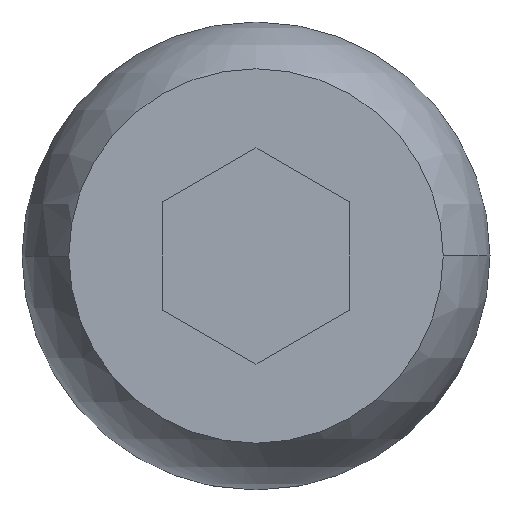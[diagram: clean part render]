
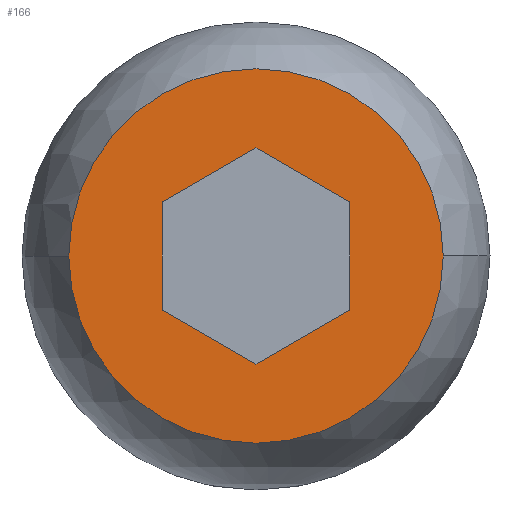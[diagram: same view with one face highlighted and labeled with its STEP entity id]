
A CAD part, left-side view. The second image highlights one B-rep face of the part: STEP entity #166.
In plain terms, the highlighted planar face has unit normal (-1, 0, 0).
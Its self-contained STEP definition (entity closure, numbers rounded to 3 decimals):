
#24 = PLANE ( 'NONE',  #408 ) ;
#35 = VERTEX_POINT ( 'NONE', #430 ) ;
#40 = FACE_BOUND ( 'NONE', #144, .T. ) ;
#42 = VERTEX_POINT ( 'NONE', #528 ) ;
#44 = AXIS2_PLACEMENT_3D ( 'NONE', #103, #107, #629 ) ;
#45 = CARTESIAN_POINT ( 'NONE',  ( 0., -2., 1.155 ) ) ;
#57 = LINE ( 'NONE', #307, #512 ) ;
#95 = VERTEX_POINT ( 'NONE', #145 ) ;
#99 = VERTEX_POINT ( 'NONE', #499 ) ;
#103 = CARTESIAN_POINT ( 'NONE',  ( 0., 0., 0. ) ) ;
#107 = DIRECTION ( 'NONE',  ( 1., 0., 0. ) ) ;
#144 = EDGE_LOOP ( 'NONE', ( #395, #420, #152, #534, #332, #343 ) ) ;
#145 = CARTESIAN_POINT ( 'NONE',  ( 0., -2., 1.155 ) ) ;
#146 = EDGE_CURVE ( 'NONE', #42, #203, #401, .T. ) ;
#151 = DIRECTION ( 'NONE',  ( 0., 0.866, 0.5 ) ) ;
#152 = ORIENTED_EDGE ( 'NONE', *, *, #256, .F. ) ;
#165 = CARTESIAN_POINT ( 'NONE',  ( 0., -4., 0. ) ) ;
#166 = ADVANCED_FACE ( 'NONE', ( #40, #491 ), #24, .T. ) ;
#170 = ORIENTED_EDGE ( 'NONE', *, *, #561, .F. ) ;
#174 = DIRECTION ( 'NONE',  ( 0., 1., 0. ) ) ;
#183 = DIRECTION ( 'NONE',  ( 0., 0.866, -0.5 ) ) ;
#200 = DIRECTION ( 'NONE',  ( 0., -1., 0. ) ) ;
#203 = VERTEX_POINT ( 'NONE', #407 ) ;
#224 = DIRECTION ( 'NONE',  ( 1., 0., 0. ) ) ;
#226 = EDGE_LOOP ( 'NONE', ( #406, #170 ) ) ;
#228 = CARTESIAN_POINT ( 'NONE',  ( 0., 0., 2.309 ) ) ;
#242 = CARTESIAN_POINT ( 'NONE',  ( 0., 0., 2.309 ) ) ;
#249 = EDGE_CURVE ( 'NONE', #99, #35, #412, .T. ) ;
#250 = CARTESIAN_POINT ( 'NONE',  ( 0., 0., 0. ) ) ;
#253 = VECTOR ( 'NONE', #183, 1000. ) ;
#256 = EDGE_CURVE ( 'NONE', #35, #95, #316, .T. ) ;
#257 = DIRECTION ( 'NONE',  ( 0., -0.866, -0.5 ) ) ;
#269 = CIRCLE ( 'NONE', #44, 4. ) ;
#274 = EDGE_CURVE ( 'NONE', #203, #99, #57, .T. ) ;
#307 = CARTESIAN_POINT ( 'NONE',  ( 0., 2., -1.155 ) ) ;
#310 = LINE ( 'NONE', #45, #370 ) ;
#316 = LINE ( 'NONE', #517, #345 ) ;
#321 = EDGE_CURVE ( 'NONE', #95, #618, #310, .T. ) ;
#332 = ORIENTED_EDGE ( 'NONE', *, *, #274, .F. ) ;
#343 = ORIENTED_EDGE ( 'NONE', *, *, #146, .F. ) ;
#345 = VECTOR ( 'NONE', #363, 1000. ) ;
#363 = DIRECTION ( 'NONE',  ( 0., 0., 1. ) ) ;
#370 = VECTOR ( 'NONE', #151, 1000. ) ;
#393 = CARTESIAN_POINT ( 'NONE',  ( 0., 2., 1.155 ) ) ;
#395 = ORIENTED_EDGE ( 'NONE', *, *, #623, .F. ) ;
#398 = VECTOR ( 'NONE', #659, 1000. ) ;
#401 = LINE ( 'NONE', #393, #398 ) ;
#406 = ORIENTED_EDGE ( 'NONE', *, *, #409, .F. ) ;
#407 = CARTESIAN_POINT ( 'NONE',  ( 0., 2., -1.155 ) ) ;
#408 = AXIS2_PLACEMENT_3D ( 'NONE', #250, #455, #200 ) ;
#409 = EDGE_CURVE ( 'NONE', #457, #485, #269, .T. ) ;
#412 = LINE ( 'NONE', #614, #545 ) ;
#420 = ORIENTED_EDGE ( 'NONE', *, *, #321, .F. ) ;
#430 = CARTESIAN_POINT ( 'NONE',  ( 0., -2., -1.155 ) ) ;
#441 = CARTESIAN_POINT ( 'NONE',  ( 0., 0., 0. ) ) ;
#455 = DIRECTION ( 'NONE',  ( -1., 0., 0. ) ) ;
#457 = VERTEX_POINT ( 'NONE', #475 ) ;
#475 = CARTESIAN_POINT ( 'NONE',  ( 0., 4., 0. ) ) ;
#483 = CIRCLE ( 'NONE', #579, 4. ) ;
#484 = LINE ( 'NONE', #228, #253 ) ;
#485 = VERTEX_POINT ( 'NONE', #165 ) ;
#491 = FACE_OUTER_BOUND ( 'NONE', #226, .T. ) ;
#499 = CARTESIAN_POINT ( 'NONE',  ( 0., 0., -2.309 ) ) ;
#512 = VECTOR ( 'NONE', #257, 1000. ) ;
#517 = CARTESIAN_POINT ( 'NONE',  ( 0., -2., -1.155 ) ) ;
#528 = CARTESIAN_POINT ( 'NONE',  ( 0., 2., 1.155 ) ) ;
#534 = ORIENTED_EDGE ( 'NONE', *, *, #249, .F. ) ;
#545 = VECTOR ( 'NONE', #570, 1000. ) ;
#561 = EDGE_CURVE ( 'NONE', #485, #457, #483, .T. ) ;
#570 = DIRECTION ( 'NONE',  ( 0., -0.866, 0.5 ) ) ;
#579 = AXIS2_PLACEMENT_3D ( 'NONE', #441, #224, #174 ) ;
#614 = CARTESIAN_POINT ( 'NONE',  ( 0., 0., -2.309 ) ) ;
#618 = VERTEX_POINT ( 'NONE', #242 ) ;
#623 = EDGE_CURVE ( 'NONE', #618, #42, #484, .T. ) ;
#629 = DIRECTION ( 'NONE',  ( 0., 1., 0. ) ) ;
#659 = DIRECTION ( 'NONE',  ( 0., 0., -1. ) ) ;
